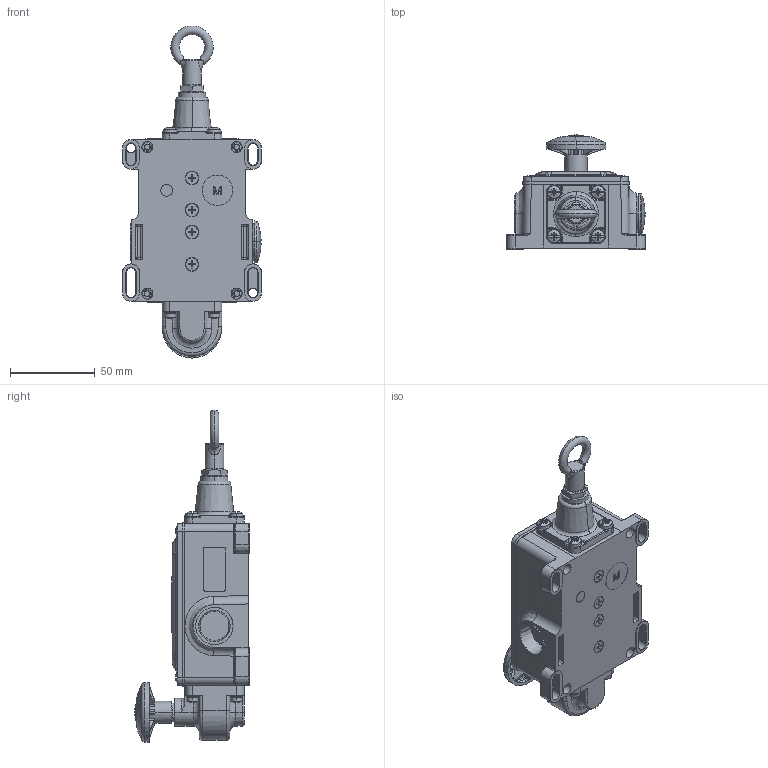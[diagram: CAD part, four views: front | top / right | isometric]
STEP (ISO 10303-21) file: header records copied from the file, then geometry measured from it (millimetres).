
FILE_DESCRIPTION((''),'2;1');
FILE_NAME('192587_ASM','2016-01-27T',('pdmadmin'),(''),'PRO/ENGINEER BY PARAMETRIC TECHNOLOGY CORPORATION, 2013230','PRO/ENGINEER BY PARAMETRIC TECHNOLOGY CORPORATION, 2013230','');
FILE_SCHEMA(('CONFIG_CONTROL_DESIGN'));
Products named in the file (7): RP-QMT72D-20L_PART_1; RP-QMT72D-20L_PART_2; RP-QMT72D-20L_PART_3; RP-QMT72D-20L_PART_4; RP-QMT72D-20L_ASM; 46740---RP-QMT72D-20L_ASM; 192587_ASM
Assembly tree (12 placements, depth 4):
  192587_ASM
    46740---RP-QMT72D-20L_ASM
      RP-QMT72D-20L_ASM
        RP-QMT72D-20L_PART_1
        RP-QMT72D-20L_PART_2
        RP-QMT72D-20L_PART_3  x4
        RP-QMT72D-20L_PART_4  x4
Bounding box: 82 x 67.5 x 196 mm (x, y, z)
Volume: 140503.6 mm3; surface area: 75892 mm2
Topology: 10 solids, 11 shells, 1838 faces, 4415 edges, 2562 vertices
Faces by surface type: plane 880, cylinder 386, cone 251, torus 156, sphere 86, bspline 79
Entity records: 53957 total; most frequent: CARTESIAN_POINT 14712, DIRECTION 8299, ORIENTED_EDGE 8122, EDGE_CURVE 4061, AXIS2_PLACEMENT_3D 3175, VERTEX_POINT 2439, VECTOR 1949, LINE 1949
